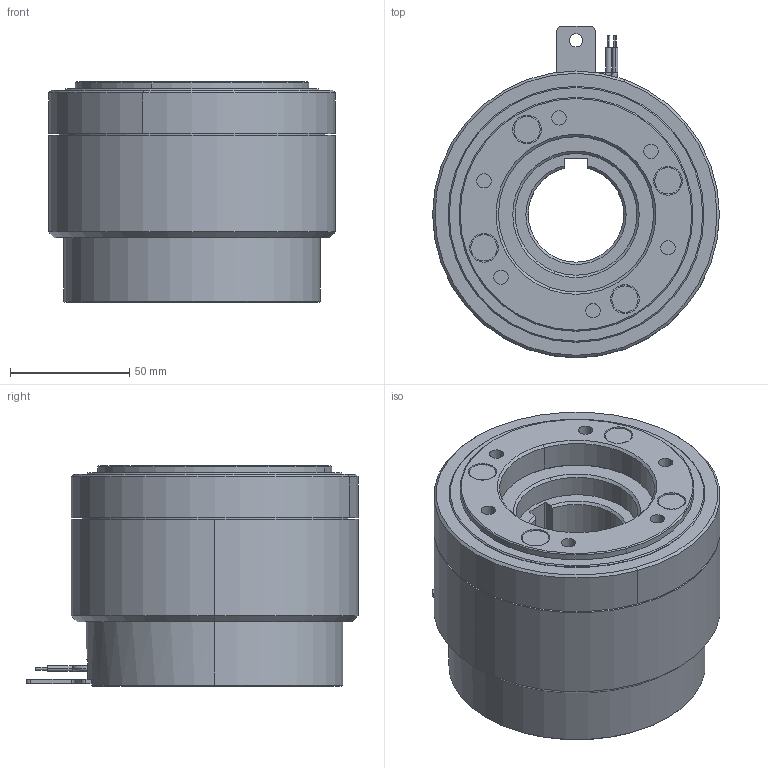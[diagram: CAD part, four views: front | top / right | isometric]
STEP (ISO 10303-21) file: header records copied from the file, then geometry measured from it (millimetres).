
FILE_DESCRIPTION (( 'STEP AP203' ), '1' );
FILE_NAME ('MZS 25D_23596800.STEP', '2020-03-23T23:34:11', ( '' ), ( '' ), 'SwSTEP 2.0', 'SolidWorks 2018', '' );
FILE_SCHEMA (( 'CONFIG_CONTROL_DESIGN' ));
Length unit declared in the file: millimetre
Products named in the file (1): MZS 25D_23596800
Bounding box: 120.1 x 139.05 x 92.35 mm (x, y, z)
Volume: 792953.4 mm3; surface area: 77805.7 mm2
Topology: 1 solids, 1 shells, 234 faces, 561 edges, 357 vertices
Faces by surface type: cylinder 115, plane 75, cone 32, torus 12
Entity records: 7028 total; most frequent: DIRECTION 1333, CARTESIAN_POINT 1241, ORIENTED_EDGE 1114, EDGE_CURVE 557, AXIS2_PLACEMENT_3D 553, VERTEX_POINT 357, CIRCLE 318, EDGE_LOOP 270
